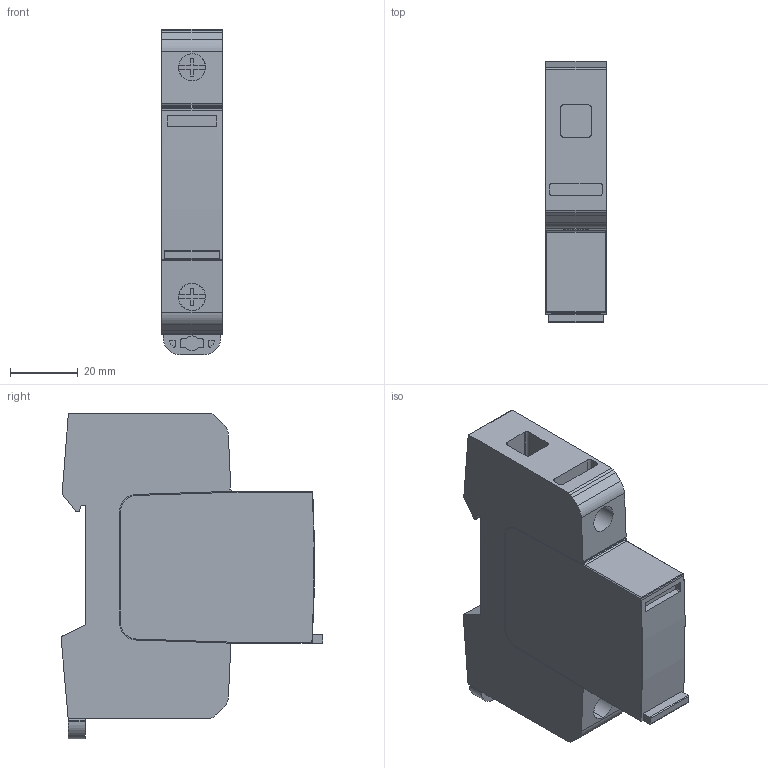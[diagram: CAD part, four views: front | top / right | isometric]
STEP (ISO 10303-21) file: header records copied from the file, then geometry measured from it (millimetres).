
FILE_DESCRIPTION((''),'2;1');
FILE_NAME('NWEGEN_CUSTOMER_1P0_T2','2018-09-04T10:54:12',('Sebastjan.kamensek'),('Audax d.o.o.'),'CREO PARAMETRIC BY PTC INC, 2017260','CREO PARAMETRIC BY PTC INC, 2017260','');
FILE_SCHEMA(('AP242_MANAGED_MODEL_BASED_3D_ENGINEERING_MIM_LF { 1 0 10303 442 1 1 4 }'));
Length unit declared in the file: millimetre
Products named in the file (1): NWEGEN_CUSTOMER_1P0_T2
Bounding box: 18 x 77.28 x 96.23 mm (x, y, z)
Volume: 91537.8 mm3; surface area: 18630.4 mm2
Topology: 1 solids, 1 shells, 213 faces, 592 edges, 391 vertices
Faces by surface type: plane 129, cylinder 48, extrusion 34, cone 2
Entity records: 7794 total; most frequent: CARTESIAN_POINT 1992, ORIENTED_EDGE 1188, DIRECTION 1009, EDGE_CURVE 594, VECTOR 437, LINE 403, VERTEX_POINT 391, COLOUR_RGB 331
